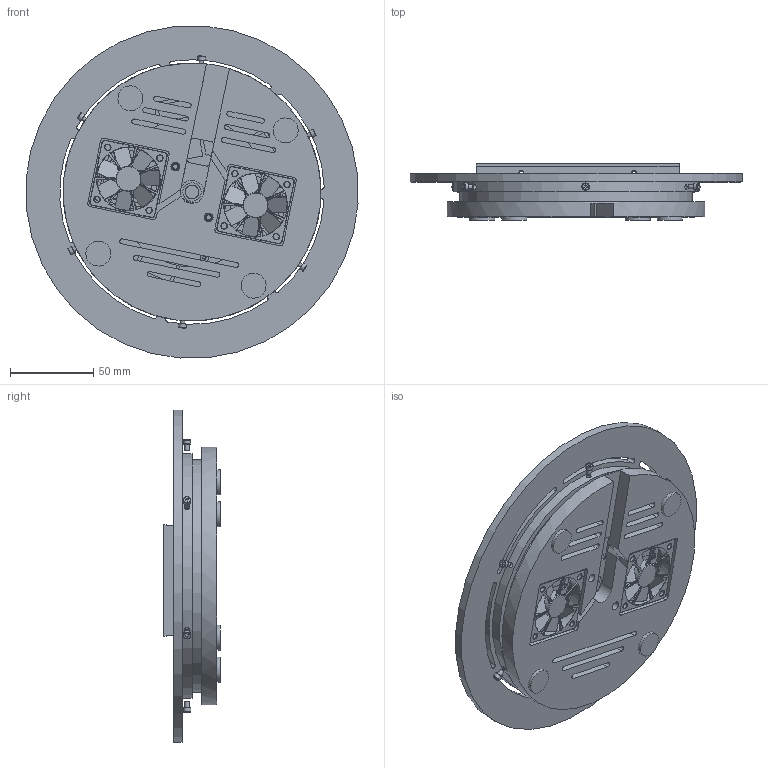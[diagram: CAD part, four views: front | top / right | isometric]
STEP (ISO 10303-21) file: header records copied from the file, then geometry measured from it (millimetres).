
FILE_DESCRIPTION(/* description */ (''),/* implementation_level */ '2;1');
FILE_NAME(/* name */ 'Hotplate Assembly V01 02.stp',/* time_stamp */ '2016-09-15T12:43:41+02:00',/* author */ ('spichelh'),/* organization */ (''),/* preprocessor_version */ 'ST-DEVELOPER v15.6',/* originating_system */ 'Autodesk Inventor 2015',/* authorisation */ '');
FILE_SCHEMA (('AUTOMOTIVE_DESIGN { 1 0 10303 214 3 1 1 }'));
Length unit declared in the file: millimetre
Products named in the file (19): Ceramic Heating Element; Hotplate Top 01; HandleTop01; Bracket_BOT_V05; AXIOM Beta Mainboard; Bracket_TOP_V04; PCBBracket01; Hotplate Bottom 01; Slippad; HeatingElementHolder01; JIS B 1111 - M2,5x5(1); ANSI B18.3.1M - M2,5x0,45 x 4(2); KFL08; 608RS; MOSCAM2,5; Cooler40x40; ANSI B18.3.1M - M4x0,7 x 6(2); Hotplate Assembly V01
Bounding box: 199.5 x 34 x 199.5 mm (x, y, z)
Volume: 335910.4 mm3; surface area: 203040.1 mm2
Topology: 35 solids, 35 shells, 1203 faces, 3246 edges, 2182 vertices
Faces by surface type: plane 576, cylinder 333, bspline 153, torus 66, cone 60, sphere 15
Full cylindrical faces by diameter (mm): 1.6 x1, 1.98 x1, 2.05 x5, 2.5 x11, 2.713 x2, 2.8 x4, 3 x24, 3.5 x16, 4 x2, 4.5 x6, 5 x2, 5.2 x2, 7 x2, 8 x2, 10.9 x1, 11 x2, 14 x1, 15 x6, 20 x2, 22 x2, 22.6 x1, 38 x2, 70 x1, 90 x1, 124 x2, 140 x3, 147 x1, 155 x1, 200 x1
Entity records: 35631 total; most frequent: CARTESIAN_POINT 13556, ORIENTED_EDGE 4286, DIRECTION 4172, EDGE_CURVE 2143, AXIS2_PLACEMENT_3D 1532, VERTEX_POINT 1464, EDGE_LOOP 1215, LINE 1108
